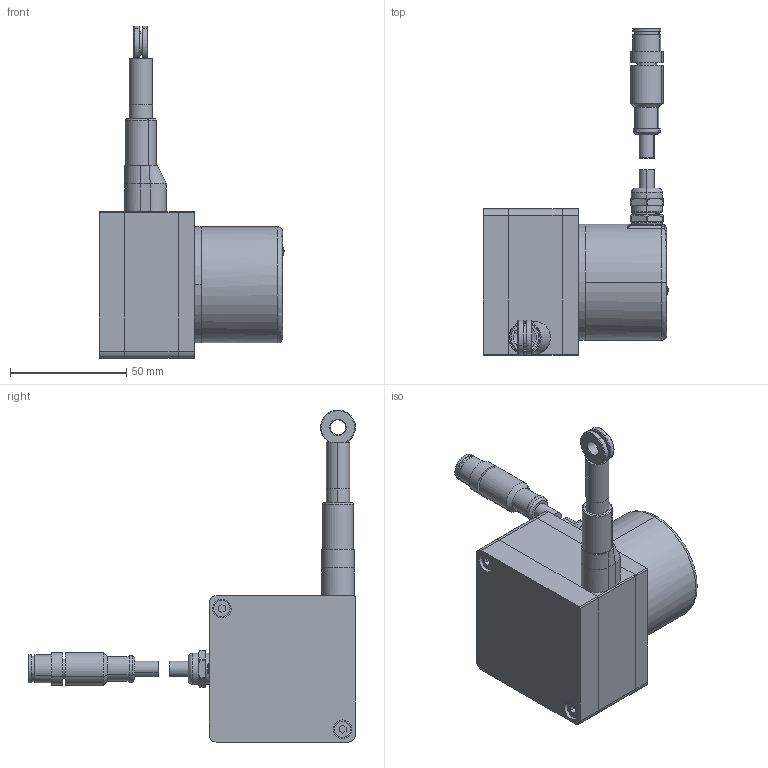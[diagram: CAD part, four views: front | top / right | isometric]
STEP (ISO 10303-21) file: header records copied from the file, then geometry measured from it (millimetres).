
FILE_DESCRIPTION(('CATIA V5 STEP Exchange'),'2;1');
FILE_NAME('LTF63-ASM-JSCM50-9305-4-OUTWARDS-LH63.stp','2025-12-25T01:58:52+00:00',('none'),('none'),'CATIA Version 5 Release 21 GA (IN-10)','CATIA V5 STEP AP203','none');
FILE_SCHEMA(('CONFIG_CONTROL_DESIGN'));
Length unit declared in the file: millimetre
Products named in the file (5): LTF63_ASM; LTF63-COMPONENTS; LTF63_LD_ASM; LTF63_DXZ_A; LTF63-LH-ASM
Assembly tree (19 placements, depth 3):
  LTF63_ASM
    LTF63-COMPONENTS
      #66
      #12528
    LTF63_LD_ASM
      #13865  x4
    #14354
    #15767
    #16757
    #19211
    LTF63_DXZ_A
      #20001
      #20337
    LTF63-LH-ASM
      #21201
      #21795
      #22149
Bounding box: 80 x 140.75 x 143 mm (x, y, z)
Volume: 95773.4 mm3; surface area: 66210.2 mm2
Topology: 14 solids, 25 shells, 721 faces, 1833 edges, 1215 vertices
Faces by surface type: cylinder 290, plane 178, bspline 164, cone 63, torus 26
Entity records: 22096 total; most frequent: CARTESIAN_POINT 7859, ORIENTED_EDGE 3246, DIRECTION 1968, EDGE_CURVE 1729, VERTEX_POINT 1149, AXIS2_PLACEMENT_3D 1088, EDGE_LOOP 812, ADVANCED_FACE 673
